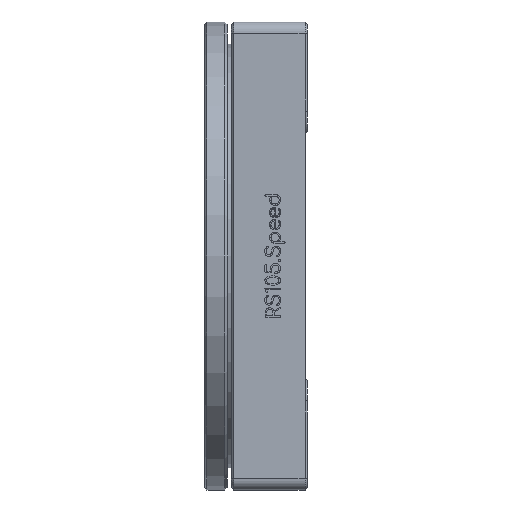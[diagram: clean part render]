
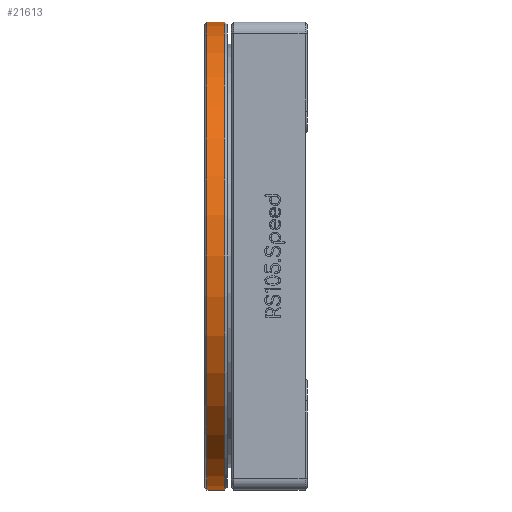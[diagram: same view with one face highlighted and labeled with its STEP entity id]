
A CAD part, left-side view. The second image highlights one B-rep face of the part: STEP entity #21613.
In plain terms, the highlighted cylindrical face has radius 52.5 mm (diameter 105 mm), a partial arc.
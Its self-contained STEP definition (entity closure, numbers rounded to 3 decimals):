
#1348 = DIRECTION ( 'NONE',  ( 0., 0., 1. ) ) ;
#4989 = CARTESIAN_POINT ( 'NONE',  ( 0., 18.5, 52.5 ) ) ;
#7842 = LINE ( 'NONE', #57043, #72513 ) ;
#12361 = DIRECTION ( 'NONE',  ( 0., 1., 0. ) ) ;
#13360 = EDGE_CURVE ( 'NONE', #25992, #51969, #31021, .T. ) ;
#19169 = FACE_OUTER_BOUND ( 'NONE', #78642, .T. ) ;
#21613 = ADVANCED_FACE ( 'NONE', ( #19169 ), #52506, .T. ) ;
#25611 = DIRECTION ( 'NONE',  ( 0., 1., 0. ) ) ;
#25992 = VERTEX_POINT ( 'NONE', #4989 ) ;
#26529 = EDGE_CURVE ( 'NONE', #64442, #25992, #41950, .T. ) ;
#28280 = AXIS2_PLACEMENT_3D ( 'NONE', #59136, #69640, #31987 ) ;
#29672 = AXIS2_PLACEMENT_3D ( 'NONE', #44657, #76173, #1348 ) ;
#30951 = DIRECTION ( 'NONE',  ( 0., 0., -1. ) ) ;
#31021 = CIRCLE ( 'NONE', #29672, 52.5 ) ;
#31987 = DIRECTION ( 'NONE',  ( 0., 0., 1. ) ) ;
#32166 = CARTESIAN_POINT ( 'NONE',  ( 0., 14.5, -52.5 ) ) ;
#34657 = ORIENTED_EDGE ( 'NONE', *, *, #13360, .T. ) ;
#35719 = DIRECTION ( 'NONE',  ( 0., 1., 0. ) ) ;
#37191 = VECTOR ( 'NONE', #35719, 1000. ) ;
#39195 = AXIS2_PLACEMENT_3D ( 'NONE', #42955, #12361, #30951 ) ;
#40107 = CARTESIAN_POINT ( 'NONE',  ( 0., 18.5, -52.5 ) ) ;
#41761 = EDGE_CURVE ( 'NONE', #47166, #64442, #76319, .T. ) ;
#41950 = LINE ( 'NONE', #67192, #37191 ) ;
#42955 = CARTESIAN_POINT ( 'NONE',  ( 0., 14.5, 0. ) ) ;
#44657 = CARTESIAN_POINT ( 'NONE',  ( 0., 18.5, 0. ) ) ;
#47166 = VERTEX_POINT ( 'NONE', #32166 ) ;
#50964 = ORIENTED_EDGE ( 'NONE', *, *, #52310, .F. ) ;
#51969 = VERTEX_POINT ( 'NONE', #40107 ) ;
#52310 = EDGE_CURVE ( 'NONE', #47166, #51969, #7842, .T. ) ;
#52506 = CYLINDRICAL_SURFACE ( 'NONE', #28280, 52.5 ) ;
#53779 = ORIENTED_EDGE ( 'NONE', *, *, #41761, .T. ) ;
#57043 = CARTESIAN_POINT ( 'NONE',  ( 0., 19., -52.5 ) ) ;
#59136 = CARTESIAN_POINT ( 'NONE',  ( 0., 19., 0. ) ) ;
#64442 = VERTEX_POINT ( 'NONE', #78584 ) ;
#67192 = CARTESIAN_POINT ( 'NONE',  ( 0., 19., 52.5 ) ) ;
#69640 = DIRECTION ( 'NONE',  ( 0., 1., 0. ) ) ;
#72513 = VECTOR ( 'NONE', #25611, 1000. ) ;
#76173 = DIRECTION ( 'NONE',  ( 0., -1., 0. ) ) ;
#76319 = CIRCLE ( 'NONE', #39195, 52.5 ) ;
#78584 = CARTESIAN_POINT ( 'NONE',  ( 0., 14.5, 52.5 ) ) ;
#78642 = EDGE_LOOP ( 'NONE', ( #50964, #53779, #78675, #34657 ) ) ;
#78675 = ORIENTED_EDGE ( 'NONE', *, *, #26529, .T. ) ;
